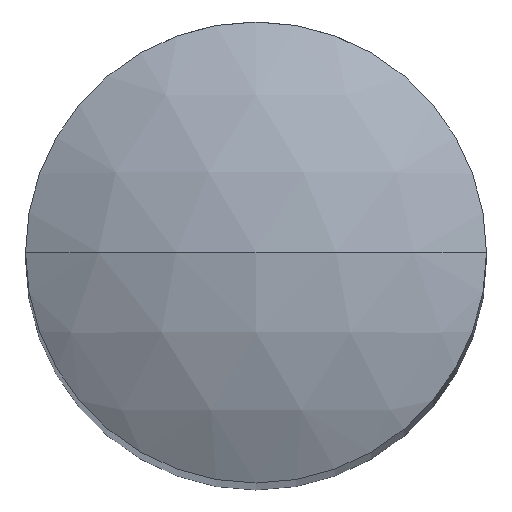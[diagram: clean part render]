
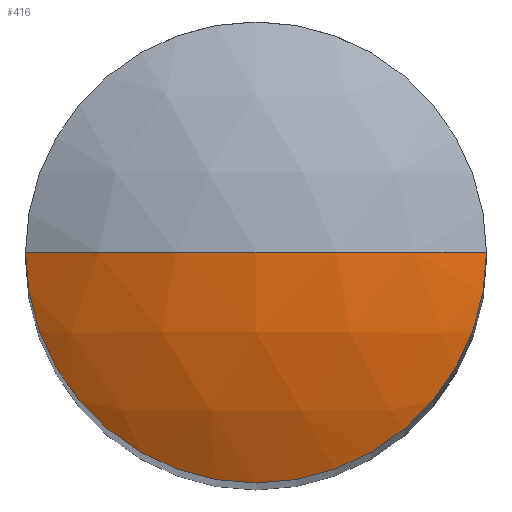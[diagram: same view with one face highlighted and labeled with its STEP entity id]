
A CAD part, top view. The second image highlights one B-rep face of the part: STEP entity #416.
In plain terms, the highlighted spherical face has radius 6 mm.
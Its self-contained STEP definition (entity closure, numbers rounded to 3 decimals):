
#34 = EDGE_CURVE ( 'NONE', #185, #728, #780, .T. ) ;
#38 = ORIENTED_EDGE ( 'NONE', *, *, #135, .F. ) ;
#44 = CARTESIAN_POINT ( 'NONE',  ( 0., 0., 27.5 ) ) ;
#119 = FACE_OUTER_BOUND ( 'NONE', #260, .T. ) ;
#126 = ORIENTED_EDGE ( 'NONE', *, *, #335, .F. ) ;
#135 = EDGE_CURVE ( 'NONE', #522, #728, #353, .T. ) ;
#149 = AXIS2_PLACEMENT_3D ( 'NONE', #753, #693, #506 ) ;
#185 = VERTEX_POINT ( 'NONE', #44 ) ;
#224 = AXIS2_PLACEMENT_3D ( 'NONE', #785, #423, #835 ) ;
#259 = CIRCLE ( 'NONE', #224, 6. ) ;
#260 = EDGE_LOOP ( 'NONE', ( #126, #432, #38 ) ) ;
#293 = AXIS2_PLACEMENT_3D ( 'NONE', #361, #337, #358 ) ;
#335 = EDGE_CURVE ( 'NONE', #185, #522, #259, .T. ) ;
#337 = DIRECTION ( 'NONE',  ( 0., 0., -1. ) ) ;
#353 = CIRCLE ( 'NONE', #293, 3. ) ;
#354 = AXIS2_PLACEMENT_3D ( 'NONE', #628, #527, #536 ) ;
#358 = DIRECTION ( 'NONE',  ( -1., 0., 0. ) ) ;
#361 = CARTESIAN_POINT ( 'NONE',  ( 0., 0., 26.696 ) ) ;
#416 = ADVANCED_FACE ( 'NONE', ( #119 ), #502, .T. ) ;
#423 = DIRECTION ( 'NONE',  ( 0., 1., 0. ) ) ;
#432 = ORIENTED_EDGE ( 'NONE', *, *, #34, .T. ) ;
#483 = CARTESIAN_POINT ( 'NONE',  ( -3., 0., 26.696 ) ) ;
#502 = SPHERICAL_SURFACE ( 'NONE', #149, 6. ) ;
#506 = DIRECTION ( 'NONE',  ( 1., 0., 0. ) ) ;
#522 = VERTEX_POINT ( 'NONE', #658 ) ;
#527 = DIRECTION ( 'NONE',  ( 0., -1., 0. ) ) ;
#536 = DIRECTION ( 'NONE',  ( 1., 0., 0. ) ) ;
#628 = CARTESIAN_POINT ( 'NONE',  ( 0., 0., 21.5 ) ) ;
#658 = CARTESIAN_POINT ( 'NONE',  ( 3., 0., 26.696 ) ) ;
#693 = DIRECTION ( 'NONE',  ( 0., -1., 0. ) ) ;
#728 = VERTEX_POINT ( 'NONE', #483 ) ;
#753 = CARTESIAN_POINT ( 'NONE',  ( 0., 0., 21.5 ) ) ;
#780 = CIRCLE ( 'NONE', #354, 6. ) ;
#785 = CARTESIAN_POINT ( 'NONE',  ( 0., 0., 21.5 ) ) ;
#835 = DIRECTION ( 'NONE',  ( 0., 0., 1. ) ) ;
